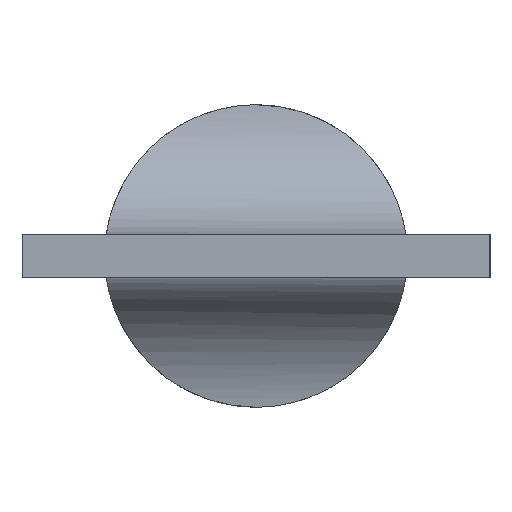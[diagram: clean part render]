
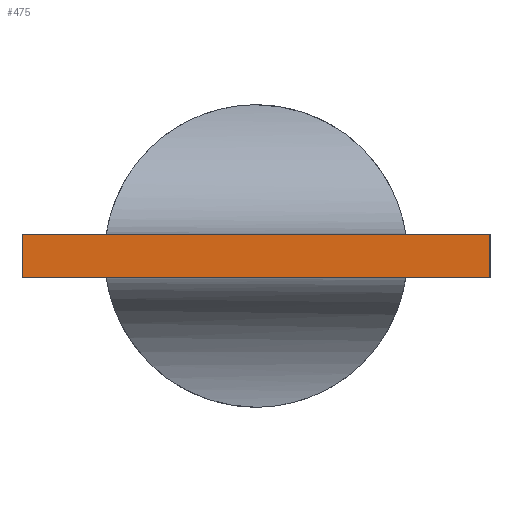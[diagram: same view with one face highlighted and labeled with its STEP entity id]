
A CAD part, left-side view. The second image highlights one B-rep face of the part: STEP entity #475.
In plain terms, the highlighted planar face has unit normal (-1, 0, 0).
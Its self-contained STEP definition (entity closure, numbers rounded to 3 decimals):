
#12 = LINE ( 'NONE', #746, #681 ) ;
#22 = ORIENTED_EDGE ( 'NONE', *, *, #107, .T. ) ;
#79 = VECTOR ( 'NONE', #793, 1000. ) ;
#107 = EDGE_CURVE ( 'NONE', #1159, #716, #121, .T. ) ;
#121 = LINE ( 'NONE', #1083, #79 ) ;
#197 = DIRECTION ( 'NONE',  ( 0., 0., -1. ) ) ;
#328 = DIRECTION ( 'NONE',  ( 0., 0., 1. ) ) ;
#378 = CARTESIAN_POINT ( 'NONE',  ( -420., 32.5, -3. ) ) ;
#385 = EDGE_CURVE ( 'NONE', #1205, #1132, #853, .T. ) ;
#427 = DIRECTION ( 'NONE',  ( 0., 1., 0. ) ) ;
#436 = PLANE ( 'NONE',  #486 ) ;
#475 = ADVANCED_FACE ( 'NONE', ( #1001 ), #436, .T. ) ;
#481 = CARTESIAN_POINT ( 'NONE',  ( -420., -32.5, 3. ) ) ;
#486 = AXIS2_PLACEMENT_3D ( 'NONE', #1193, #822, #328 ) ;
#640 = EDGE_CURVE ( 'NONE', #1132, #1159, #12, .T. ) ;
#681 = VECTOR ( 'NONE', #858, 1000. ) ;
#702 = VECTOR ( 'NONE', #427, 1000. ) ;
#705 = CARTESIAN_POINT ( 'NONE',  ( -420., -32.5, -3. ) ) ;
#716 = VERTEX_POINT ( 'NONE', #481 ) ;
#738 = ORIENTED_EDGE ( 'NONE', *, *, #640, .T. ) ;
#746 = CARTESIAN_POINT ( 'NONE',  ( -420., 32.5, -3. ) ) ;
#793 = DIRECTION ( 'NONE',  ( 0., 0., 1. ) ) ;
#814 = EDGE_LOOP ( 'NONE', ( #738, #22, #857, #1165 ) ) ;
#822 = DIRECTION ( 'NONE',  ( -1., 0., 0. ) ) ;
#853 = LINE ( 'NONE', #378, #967 ) ;
#857 = ORIENTED_EDGE ( 'NONE', *, *, #1134, .T. ) ;
#858 = DIRECTION ( 'NONE',  ( 0., -1., 0. ) ) ;
#898 = LINE ( 'NONE', #1106, #702 ) ;
#967 = VECTOR ( 'NONE', #197, 1000. ) ;
#1001 = FACE_OUTER_BOUND ( 'NONE', #814, .T. ) ;
#1083 = CARTESIAN_POINT ( 'NONE',  ( -420., -32.5, -3. ) ) ;
#1101 = CARTESIAN_POINT ( 'NONE',  ( -420., 32.5, -3. ) ) ;
#1106 = CARTESIAN_POINT ( 'NONE',  ( -420., 32.5, 3. ) ) ;
#1127 = CARTESIAN_POINT ( 'NONE',  ( -420., 32.5, 3. ) ) ;
#1132 = VERTEX_POINT ( 'NONE', #1101 ) ;
#1134 = EDGE_CURVE ( 'NONE', #716, #1205, #898, .T. ) ;
#1159 = VERTEX_POINT ( 'NONE', #705 ) ;
#1165 = ORIENTED_EDGE ( 'NONE', *, *, #385, .T. ) ;
#1193 = CARTESIAN_POINT ( 'NONE',  ( -420., 0., 0. ) ) ;
#1205 = VERTEX_POINT ( 'NONE', #1127 ) ;
